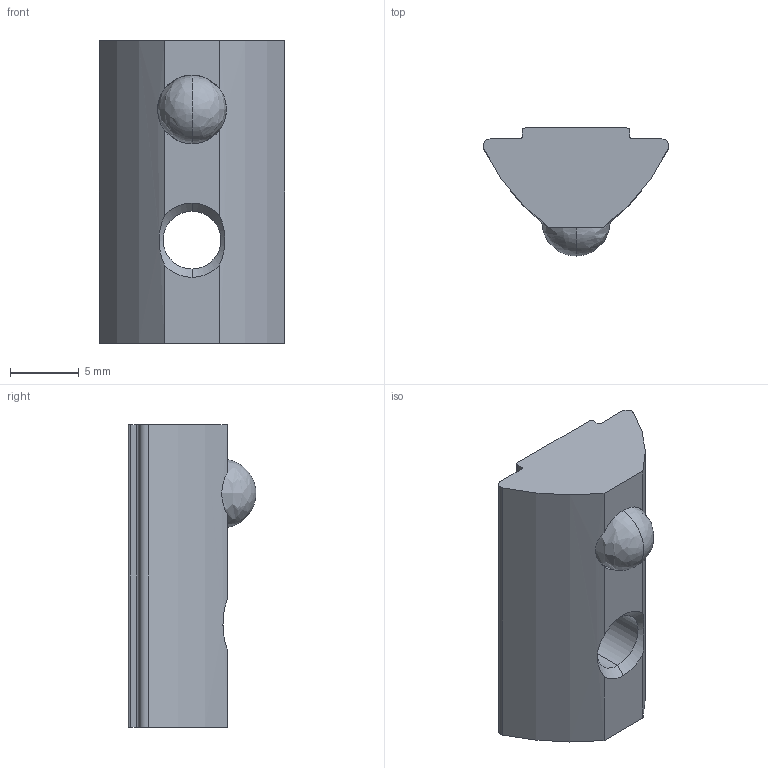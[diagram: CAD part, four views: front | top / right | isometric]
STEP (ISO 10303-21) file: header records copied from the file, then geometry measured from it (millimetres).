
FILE_DESCRIPTION (( 'STEP AP214' ), '1' );
FILE_NAME ('FIXE08E1228-Ecrou 8 St M5 rainuré.step', '2023-03-24T10:01:57', ( 'Altae' ), ( '' ), 'SwSTEP 2.0', 'SolidWorks 2021', '' );
FILE_SCHEMA (( 'AUTOMOTIVE_DESIGN' ));
Length unit declared in the file: millimetre
Products named in the file (1): FIXE08E1228-Ecrou 8 St M5 rainuré
Bounding box: 13.5 x 9.3 x 22 mm (x, y, z)
Volume: 1371.2 mm3; surface area: 1133 mm2
Topology: 2 solids, 2 shells, 31 faces, 84 edges, 52 vertices
Faces by surface type: cylinder 12, plane 11, cone 6, bspline 2
Entity records: 1067 total; most frequent: CARTESIAN_POINT 242, DIRECTION 172, ORIENTED_EDGE 160, EDGE_CURVE 80, AXIS2_PLACEMENT_3D 66, VERTEX_POINT 52, LINE 40, VECTOR 40
